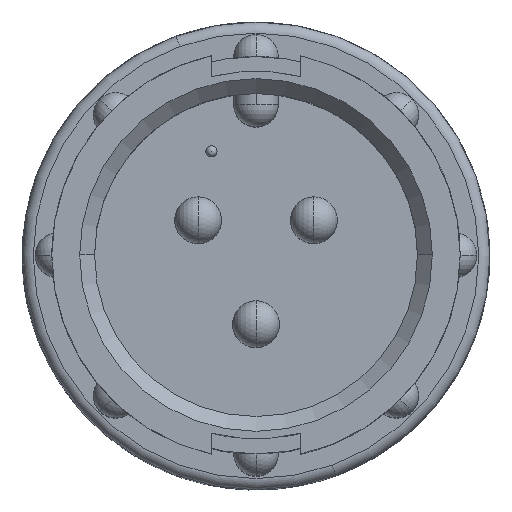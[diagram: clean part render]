
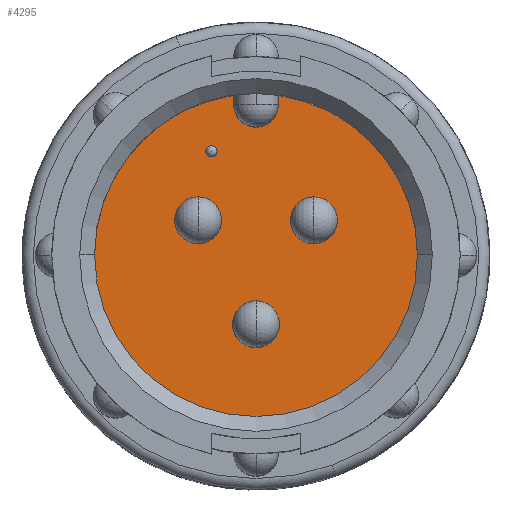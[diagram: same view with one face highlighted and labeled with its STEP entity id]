
A CAD part, top view. The second image highlights one B-rep face of the part: STEP entity #4295.
In plain terms, the highlighted planar face has unit normal (0, 0, 1).
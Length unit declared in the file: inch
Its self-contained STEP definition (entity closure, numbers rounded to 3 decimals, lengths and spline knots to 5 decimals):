
#55 = VERTEX_POINT ( 'NONE', #3939 ) ;
#153 = EDGE_CURVE ( 'NONE', #6820, #314, #2840, .T. ) ;
#194 = CARTESIAN_POINT ( 'NONE',  ( 0.2175, 0., -0.33 ) ) ;
#231 = EDGE_CURVE ( 'NONE', #6418, #4793, #8216, .T. ) ;
#246 = CARTESIAN_POINT ( 'NONE',  ( -0.078, 0.047, -0.33 ) ) ;
#314 = VERTEX_POINT ( 'NONE', #9522 ) ;
#433 = CIRCLE ( 'NONE', #509, 0.0075 ) ;
#493 = AXIS2_PLACEMENT_3D ( 'NONE', #4221, #6734, #5691 ) ;
#509 = AXIS2_PLACEMENT_3D ( 'NONE', #8776, #4137, #9638 ) ;
#556 = FACE_OUTER_BOUND ( 'NONE', #8254, .T. ) ;
#564 = DIRECTION ( 'NONE',  ( 0., 0., 1. ) ) ;
#979 = DIRECTION ( 'NONE',  ( -1., 0., 0. ) ) ;
#1021 = VERTEX_POINT ( 'NONE', #7023 ) ;
#1028 = ORIENTED_EDGE ( 'NONE', *, *, #9523, .T. ) ;
#1091 = EDGE_CURVE ( 'NONE', #3372, #1021, #2596, .T. ) ;
#1152 = EDGE_LOOP ( 'NONE', ( #9697, #1028 ) ) ;
#1227 = ORIENTED_EDGE ( 'NONE', *, *, #231, .T. ) ;
#1332 = CIRCLE ( 'NONE', #3443, 0.0315 ) ;
#1569 = AXIS2_PLACEMENT_3D ( 'NONE', #4208, #9716, #4985 ) ;
#1583 = EDGE_CURVE ( 'NONE', #4793, #6418, #8587, .T. ) ;
#1584 = ORIENTED_EDGE ( 'NONE', *, *, #9767, .T. ) ;
#1631 = ORIENTED_EDGE ( 'NONE', *, *, #3335, .F. ) ;
#1982 = CARTESIAN_POINT ( 'NONE',  ( 0.0465, 0.047, -0.33 ) ) ;
#2237 = AXIS2_PLACEMENT_3D ( 'NONE', #2395, #7699, #3147 ) ;
#2250 = DIRECTION ( 'NONE',  ( -1., 0., 0. ) ) ;
#2337 = CARTESIAN_POINT ( 'NONE',  ( 0.078, 0.047, -0.33 ) ) ;
#2395 = CARTESIAN_POINT ( 'NONE',  ( -0.06, 0.14, -0.33 ) ) ;
#2397 = VERTEX_POINT ( 'NONE', #8634 ) ;
#2450 = AXIS2_PLACEMENT_3D ( 'NONE', #3456, #8856, #4214 ) ;
#2528 = EDGE_LOOP ( 'NONE', ( #1227, #2788 ) ) ;
#2596 = CIRCLE ( 'NONE', #5898, 0.2175 ) ;
#2707 = AXIS2_PLACEMENT_3D ( 'NONE', #4947, #3743, #6133 ) ;
#2724 = DIRECTION ( 'NONE',  ( 0., 0., -1. ) ) ;
#2788 = ORIENTED_EDGE ( 'NONE', *, *, #1583, .T. ) ;
#2840 = LINE ( 'NONE', #9466, #6656 ) ;
#2980 = CARTESIAN_POINT ( 'NONE',  ( -0.0465, 0.047, -0.33 ) ) ;
#3018 = CARTESIAN_POINT ( 'NONE',  ( 0., 0., -0.33 ) ) ;
#3069 = DIRECTION ( 'NONE',  ( -1., 0., 0. ) ) ;
#3147 = DIRECTION ( 'NONE',  ( -1., 0., 0. ) ) ;
#3222 = ORIENTED_EDGE ( 'NONE', *, *, #1091, .T. ) ;
#3267 = AXIS2_PLACEMENT_3D ( 'NONE', #3018, #8377, #3781 ) ;
#3275 = EDGE_CURVE ( 'NONE', #6098, #6432, #4113, .T. ) ;
#3324 = CARTESIAN_POINT ( 'NONE',  ( 0.03, 0.2025, -0.33 ) ) ;
#3335 = EDGE_CURVE ( 'NONE', #3956, #2397, #9916, .T. ) ;
#3352 = CARTESIAN_POINT ( 'NONE',  ( -0.03, 0.21542, -0.33 ) ) ;
#3372 = VERTEX_POINT ( 'NONE', #194 ) ;
#3408 = CIRCLE ( 'NONE', #3267, 0.2175 ) ;
#3443 = AXIS2_PLACEMENT_3D ( 'NONE', #7291, #2724, #8055 ) ;
#3456 = CARTESIAN_POINT ( 'NONE',  ( 0., 0.2025, -0.33 ) ) ;
#3561 = AXIS2_PLACEMENT_3D ( 'NONE', #5061, #564, #5810 ) ;
#3662 = VERTEX_POINT ( 'NONE', #5112 ) ;
#3738 = EDGE_LOOP ( 'NONE', ( #1631, #4514 ) ) ;
#3743 = DIRECTION ( 'NONE',  ( 0., 0., -1. ) ) ;
#3781 = DIRECTION ( 'NONE',  ( 1., 0., 0. ) ) ;
#3809 = CARTESIAN_POINT ( 'NONE',  ( 0.1095, 0.047, -0.33 ) ) ;
#3939 = CARTESIAN_POINT ( 'NONE',  ( 0.03, 0.2025, -0.33 ) ) ;
#3956 = VERTEX_POINT ( 'NONE', #8462 ) ;
#4059 = FACE_BOUND ( 'NONE', #9318, .T. ) ;
#4113 = CIRCLE ( 'NONE', #9719, 0.0315 ) ;
#4137 = DIRECTION ( 'NONE',  ( 0., 0., 1. ) ) ;
#4192 = AXIS2_PLACEMENT_3D ( 'NONE', #8306, #6795, #2250 ) ;
#4208 = CARTESIAN_POINT ( 'NONE',  ( 0.078, 0.047, -0.33 ) ) ;
#4214 = DIRECTION ( 'NONE',  ( 1., 0., 0. ) ) ;
#4221 = CARTESIAN_POINT ( 'NONE',  ( 0., -0.093, -0.33 ) ) ;
#4286 = FACE_BOUND ( 'NONE', #2528, .T. ) ;
#4295 = ADVANCED_FACE ( 'NONE', ( #556, #4783, #4286, #6068, #4059 ), #4475, .F. ) ;
#4376 = ORIENTED_EDGE ( 'NONE', *, *, #9494, .F. ) ;
#4475 = PLANE ( 'NONE',  #4192 ) ;
#4514 = ORIENTED_EDGE ( 'NONE', *, *, #4807, .F. ) ;
#4539 = EDGE_CURVE ( 'NONE', #5130, #6045, #9034, .T. ) ;
#4686 = ORIENTED_EDGE ( 'NONE', *, *, #153, .F. ) ;
#4783 = FACE_BOUND ( 'NONE', #3738, .T. ) ;
#4793 = VERTEX_POINT ( 'NONE', #7922 ) ;
#4807 = EDGE_CURVE ( 'NONE', #2397, #3956, #433, .T. ) ;
#4947 = CARTESIAN_POINT ( 'NONE',  ( 0., -0.093, -0.33 ) ) ;
#4985 = DIRECTION ( 'NONE',  ( -1., 0., 0. ) ) ;
#5061 = CARTESIAN_POINT ( 'NONE',  ( 0., 0., -0.33 ) ) ;
#5112 = CARTESIAN_POINT ( 'NONE',  ( -0.2175, 0., -0.33 ) ) ;
#5130 = VERTEX_POINT ( 'NONE', #2980 ) ;
#5348 = CIRCLE ( 'NONE', #2450, 0.03 ) ;
#5387 = ORIENTED_EDGE ( 'NONE', *, *, #9264, .F. ) ;
#5497 = DIRECTION ( 'NONE',  ( 0., 0., -1. ) ) ;
#5691 = DIRECTION ( 'NONE',  ( -1., 0., 0. ) ) ;
#5810 = DIRECTION ( 'NONE',  ( 1., 0., 0. ) ) ;
#5898 = AXIS2_PLACEMENT_3D ( 'NONE', #8515, #9152, #7782 ) ;
#5975 = ORIENTED_EDGE ( 'NONE', *, *, #7046, .T. ) ;
#6045 = VERTEX_POINT ( 'NONE', #6467 ) ;
#6066 = CARTESIAN_POINT ( 'NONE',  ( 0.0315, -0.093, -0.33 ) ) ;
#6068 = FACE_BOUND ( 'NONE', #1152, .T. ) ;
#6098 = VERTEX_POINT ( 'NONE', #1982 ) ;
#6133 = DIRECTION ( 'NONE',  ( -1., 0., 0. ) ) ;
#6398 = CIRCLE ( 'NONE', #1569, 0.0315 ) ;
#6418 = VERTEX_POINT ( 'NONE', #6066 ) ;
#6432 = VERTEX_POINT ( 'NONE', #3809 ) ;
#6467 = CARTESIAN_POINT ( 'NONE',  ( -0.1095, 0.047, -0.33 ) ) ;
#6656 = VECTOR ( 'NONE', #9108, 39.37008 ) ;
#6734 = DIRECTION ( 'NONE',  ( 0., 0., -1. ) ) ;
#6795 = DIRECTION ( 'NONE',  ( 0., 0., -1. ) ) ;
#6820 = VERTEX_POINT ( 'NONE', #3352 ) ;
#6923 = EDGE_CURVE ( 'NONE', #6432, #6098, #6398, .T. ) ;
#7023 = CARTESIAN_POINT ( 'NONE',  ( 0.03, 0.21542, -0.33 ) ) ;
#7046 = EDGE_CURVE ( 'NONE', #6820, #3662, #7970, .T. ) ;
#7051 = ORIENTED_EDGE ( 'NONE', *, *, #6923, .T. ) ;
#7291 = CARTESIAN_POINT ( 'NONE',  ( -0.078, 0.047, -0.33 ) ) ;
#7599 = VECTOR ( 'NONE', #9589, 39.37008 ) ;
#7641 = DIRECTION ( 'NONE',  ( 0., 0., -1. ) ) ;
#7699 = DIRECTION ( 'NONE',  ( 0., 0., 1. ) ) ;
#7781 = AXIS2_PLACEMENT_3D ( 'NONE', #246, #5497, #979 ) ;
#7782 = DIRECTION ( 'NONE',  ( 1., 0., 0. ) ) ;
#7922 = CARTESIAN_POINT ( 'NONE',  ( -0.0315, -0.093, -0.33 ) ) ;
#7970 = CIRCLE ( 'NONE', #3561, 0.2175 ) ;
#8055 = DIRECTION ( 'NONE',  ( -1., 0., 0. ) ) ;
#8078 = LINE ( 'NONE', #3324, #7599 ) ;
#8216 = CIRCLE ( 'NONE', #2707, 0.0315 ) ;
#8254 = EDGE_LOOP ( 'NONE', ( #5387, #4376, #4686, #5975, #1584, #3222 ) ) ;
#8306 = CARTESIAN_POINT ( 'NONE',  ( 0., 0., -0.33 ) ) ;
#8377 = DIRECTION ( 'NONE',  ( 0., 0., 1. ) ) ;
#8462 = CARTESIAN_POINT ( 'NONE',  ( -0.0675, 0.14, -0.33 ) ) ;
#8515 = CARTESIAN_POINT ( 'NONE',  ( 0., 0., -0.33 ) ) ;
#8587 = CIRCLE ( 'NONE', #493, 0.0315 ) ;
#8634 = CARTESIAN_POINT ( 'NONE',  ( -0.0525, 0.14, -0.33 ) ) ;
#8776 = CARTESIAN_POINT ( 'NONE',  ( -0.06, 0.14, -0.33 ) ) ;
#8856 = DIRECTION ( 'NONE',  ( 0., 0., 1. ) ) ;
#9034 = CIRCLE ( 'NONE', #7781, 0.0315 ) ;
#9051 = ORIENTED_EDGE ( 'NONE', *, *, #3275, .T. ) ;
#9108 = DIRECTION ( 'NONE',  ( 0., -1., 0. ) ) ;
#9152 = DIRECTION ( 'NONE',  ( 0., 0., 1. ) ) ;
#9264 = EDGE_CURVE ( 'NONE', #55, #1021, #8078, .T. ) ;
#9318 = EDGE_LOOP ( 'NONE', ( #7051, #9051 ) ) ;
#9466 = CARTESIAN_POINT ( 'NONE',  ( -0.03, 0.2025, -0.33 ) ) ;
#9494 = EDGE_CURVE ( 'NONE', #314, #55, #5348, .T. ) ;
#9522 = CARTESIAN_POINT ( 'NONE',  ( -0.03, 0.2025, -0.33 ) ) ;
#9523 = EDGE_CURVE ( 'NONE', #6045, #5130, #1332, .T. ) ;
#9589 = DIRECTION ( 'NONE',  ( 0., 1., 0. ) ) ;
#9638 = DIRECTION ( 'NONE',  ( -1., 0., 0. ) ) ;
#9697 = ORIENTED_EDGE ( 'NONE', *, *, #4539, .T. ) ;
#9716 = DIRECTION ( 'NONE',  ( 0., 0., -1. ) ) ;
#9719 = AXIS2_PLACEMENT_3D ( 'NONE', #2337, #7641, #3069 ) ;
#9767 = EDGE_CURVE ( 'NONE', #3662, #3372, #3408, .T. ) ;
#9916 = CIRCLE ( 'NONE', #2237, 0.0075 ) ;
